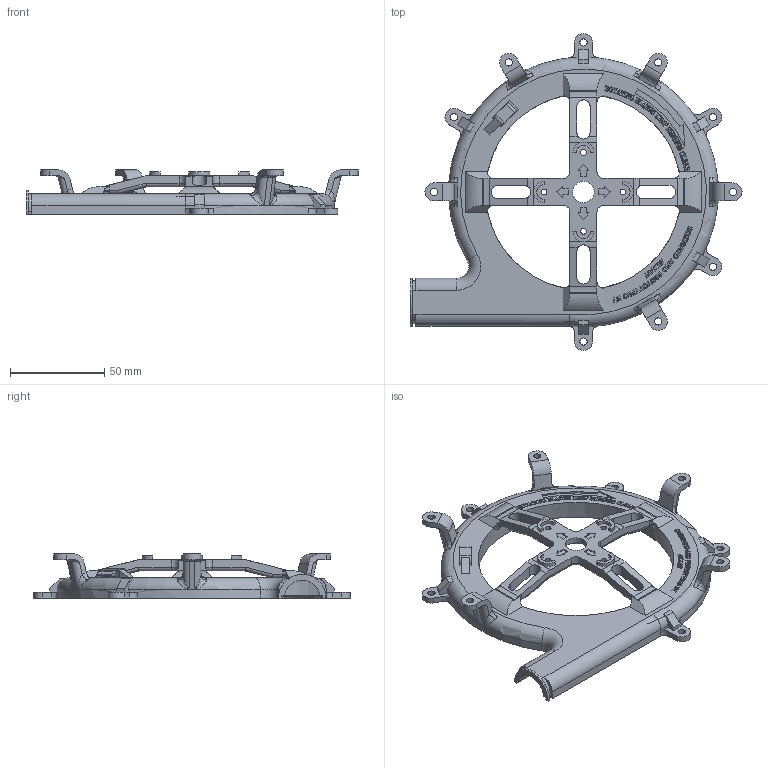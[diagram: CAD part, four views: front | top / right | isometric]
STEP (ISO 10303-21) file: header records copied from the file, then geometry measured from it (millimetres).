
FILE_DESCRIPTION(/* description */ (''),/* implementation_level */ '2;1');
FILE_NAME(/* name */ 'Housing_Base.stp',/* time_stamp */ '2014-12-12T21:24:22+02:00',/* author */ ('Bijan'),/* organization */ (''),/* preprocessor_version */ 'ST-DEVELOPER v15.6',/* originating_system */ 'Autodesk Inventor 2015',/* authorisation */ '');
FILE_SCHEMA (('AUTOMOTIVE_DESIGN { 1 0 10303 214 3 1 1 }'));
Length unit declared in the file: inch
Products named in the file (1): Housing_Base
Bounding box: 176.21 x 168.28 x 23.5 mm (x, y, z)
Volume: 74759.1 mm3; surface area: 46419.8 mm2
Topology: 1 solids, 5 shells, 1628 faces, 4512 edges, 2971 vertices
Faces by surface type: plane 964, bspline 484, cylinder 161, torus 18, sphere 1
Full cylindrical faces by diameter (mm): 3.048 x4, 3.81 x10, 11.43 x1, 104.112 x1
Entity records: 62614 total; most frequent: CARTESIAN_POINT 24012, ORIENTED_EDGE 8970, DIRECTION 6157, EDGE_CURVE 4495, LINE 3057, VECTOR 3057, VERTEX_POINT 2970, EDGE_LOOP 1771
